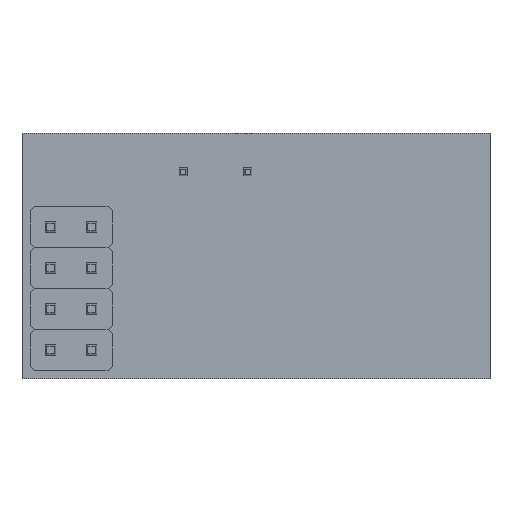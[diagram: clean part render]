
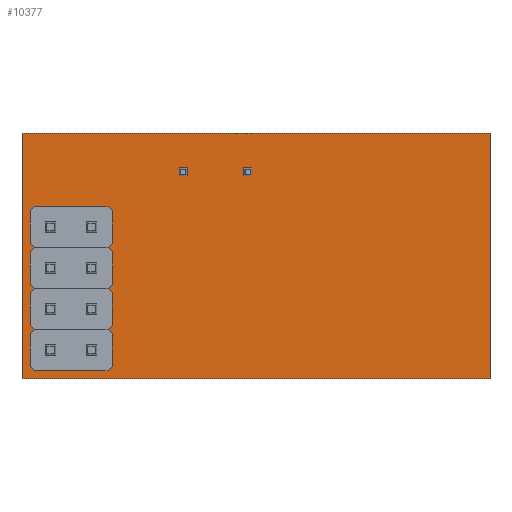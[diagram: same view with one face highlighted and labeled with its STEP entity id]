
A CAD part, front view. The second image highlights one B-rep face of the part: STEP entity #10377.
In plain terms, the highlighted planar face has unit normal (0, -1, 0).
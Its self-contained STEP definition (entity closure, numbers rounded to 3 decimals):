
#32 = VECTOR ( 'NONE', #21713, 1000. ) ;
#696 = LINE ( 'NONE', #698, #32377 ) ;
#698 = CARTESIAN_POINT ( 'NONE',  ( 14.5, 0., 7.6 ) ) ;
#721 = VERTEX_POINT ( 'NONE', #5404 ) ;
#1214 = VERTEX_POINT ( 'NONE', #25642 ) ;
#2384 = DIRECTION ( 'NONE',  ( 0., -1., 0. ) ) ;
#4020 = LINE ( 'NONE', #35025, #10967 ) ;
#4227 = LINE ( 'NONE', #27805, #32 ) ;
#4810 = ORIENTED_EDGE ( 'NONE', *, *, #17607, .F. ) ;
#5404 = CARTESIAN_POINT ( 'NONE',  ( 14.5, 0., -7.6 ) ) ;
#5946 = CARTESIAN_POINT ( 'NONE',  ( -14.5, 0., 7.6 ) ) ;
#6024 = LINE ( 'NONE', #5946, #36804 ) ;
#6189 = FACE_OUTER_BOUND ( 'NONE', #36843, .T. ) ;
#6519 = VERTEX_POINT ( 'NONE', #21624 ) ;
#8044 = DIRECTION ( 'NONE',  ( 0., 0., 1. ) ) ;
#9645 = ORIENTED_EDGE ( 'NONE', *, *, #26383, .F. ) ;
#10377 = ADVANCED_FACE ( 'NONE', ( #6189 ), #35359, .T. ) ;
#10967 = VECTOR ( 'NONE', #8044, 1000. ) ;
#11224 = CARTESIAN_POINT ( 'NONE',  ( 0., 0., 0. ) ) ;
#15228 = VERTEX_POINT ( 'NONE', #21009 ) ;
#17607 = EDGE_CURVE ( 'NONE', #721, #15228, #4227, .T. ) ;
#18291 = DIRECTION ( 'NONE',  ( 0., 0., -1. ) ) ;
#21009 = CARTESIAN_POINT ( 'NONE',  ( -14.5, 0., -7.6 ) ) ;
#21624 = CARTESIAN_POINT ( 'NONE',  ( -14.5, 0., 7.6 ) ) ;
#21713 = DIRECTION ( 'NONE',  ( -1., 0., 0. ) ) ;
#22974 = ORIENTED_EDGE ( 'NONE', *, *, #37029, .F. ) ;
#22990 = EDGE_CURVE ( 'NONE', #15228, #6519, #4020, .T. ) ;
#25642 = CARTESIAN_POINT ( 'NONE',  ( 14.5, 0., 7.6 ) ) ;
#26383 = EDGE_CURVE ( 'NONE', #6519, #1214, #6024, .T. ) ;
#26436 = ORIENTED_EDGE ( 'NONE', *, *, #22990, .F. ) ;
#27805 = CARTESIAN_POINT ( 'NONE',  ( -14.5, 0., -7.6 ) ) ;
#29468 = AXIS2_PLACEMENT_3D ( 'NONE', #11224, #2384, #32616 ) ;
#32377 = VECTOR ( 'NONE', #18291, 1000. ) ;
#32616 = DIRECTION ( 'NONE',  ( 0., 0., -1. ) ) ;
#35025 = CARTESIAN_POINT ( 'NONE',  ( -14.5, 0., 7.6 ) ) ;
#35256 = DIRECTION ( 'NONE',  ( 1., 0., 0. ) ) ;
#35359 = PLANE ( 'NONE',  #29468 ) ;
#36804 = VECTOR ( 'NONE', #35256, 1000. ) ;
#36843 = EDGE_LOOP ( 'NONE', ( #22974, #9645, #26436, #4810 ) ) ;
#37029 = EDGE_CURVE ( 'NONE', #1214, #721, #696, .T. ) ;
